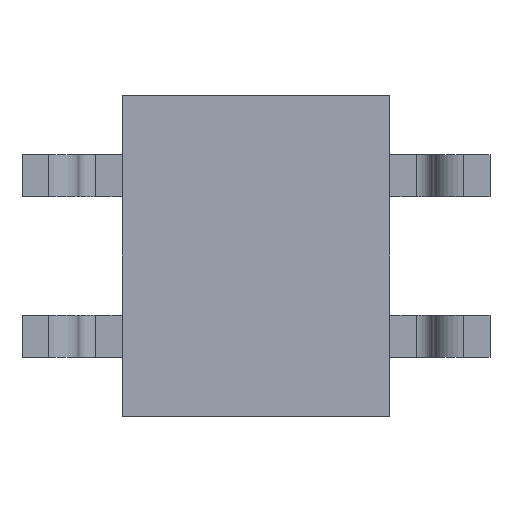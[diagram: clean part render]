
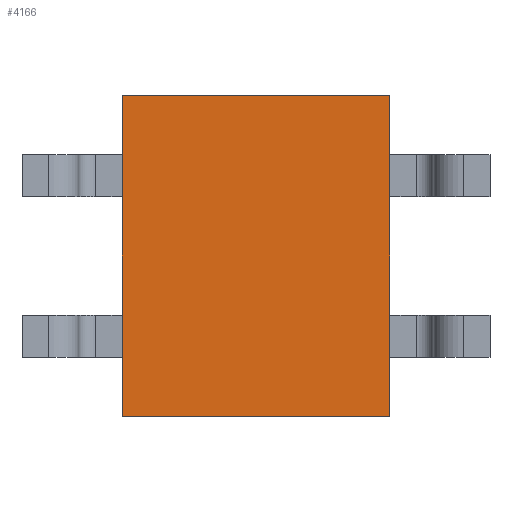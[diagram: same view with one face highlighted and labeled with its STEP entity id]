
A CAD part, front view. The second image highlights one B-rep face of the part: STEP entity #4166.
In plain terms, the highlighted planar face has unit normal (0, -1, 0).
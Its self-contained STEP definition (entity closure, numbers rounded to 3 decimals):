
#82 = EDGE_LOOP ( 'NONE', ( #1864, #1863, #1862, #1857 ) ) ;
#259 = CARTESIAN_POINT ( 'NONE',  ( -2., 0.001, 2.4 ) ) ;
#260 = DIRECTION ( 'NONE',  ( -1., 0., 0. ) ) ;
#365 = CARTESIAN_POINT ( 'NONE',  ( 2., 0.001, -2.4 ) ) ;
#366 = DIRECTION ( 'NONE',  ( 0., 0., 1. ) ) ;
#1122 = AXIS2_PLACEMENT_3D ( 'NONE', #3191, #3197, #3198 ) ;
#1857 = ORIENTED_EDGE ( 'NONE', *, *, #4280, .T. ) ;
#1862 = ORIENTED_EDGE ( 'NONE', *, *, #4372, .F. ) ;
#1863 = ORIENTED_EDGE ( 'NONE', *, *, #4358, .F. ) ;
#1864 = ORIENTED_EDGE ( 'NONE', *, *, #4250, .T. ) ;
#2020 = LINE ( 'NONE', #2185, #2021 ) ;
#2021 = VECTOR ( 'NONE', #2186, 1000. ) ;
#2045 = LINE ( 'NONE', #2227, #2046 ) ;
#2046 = VECTOR ( 'NONE', #2228, 1000. ) ;
#2185 = CARTESIAN_POINT ( 'NONE',  ( -2., 0.001, -2.4 ) ) ;
#2186 = DIRECTION ( 'NONE',  ( 0., 0., 1. ) ) ;
#2227 = CARTESIAN_POINT ( 'NONE',  ( -2., 0.001, -2.4 ) ) ;
#2228 = DIRECTION ( 'NONE',  ( -1., 0., 0. ) ) ;
#2651 = LINE ( 'NONE', #259, #2652 ) ;
#2652 = VECTOR ( 'NONE', #260, 1000. ) ;
#2697 = LINE ( 'NONE', #365, #2698 ) ;
#2698 = VECTOR ( 'NONE', #366, 1000. ) ;
#2762 = CARTESIAN_POINT ( 'NONE',  ( 2., 0.001, 2.4 ) ) ;
#2766 = CARTESIAN_POINT ( 'NONE',  ( 2., 0.001, -2.4 ) ) ;
#2847 = CARTESIAN_POINT ( 'NONE',  ( -2., 0.001, 2.4 ) ) ;
#2851 = CARTESIAN_POINT ( 'NONE',  ( -2., 0.001, -2.4 ) ) ;
#3188 = PLANE ( 'NONE',  #1122 ) ;
#3191 = CARTESIAN_POINT ( 'NONE',  ( -2., 0.001, -2.4 ) ) ;
#3197 = DIRECTION ( 'NONE',  ( 0., 1., 0. ) ) ;
#3198 = DIRECTION ( 'NONE',  ( 0., 0., 1. ) ) ;
#3604 = VERTEX_POINT ( 'NONE', #2762 ) ;
#3608 = VERTEX_POINT ( 'NONE', #2766 ) ;
#4000 = VERTEX_POINT ( 'NONE', #2847 ) ;
#4004 = VERTEX_POINT ( 'NONE', #2851 ) ;
#4053 = FACE_OUTER_BOUND ( 'NONE', #82, .T. ) ;
#4166 = ADVANCED_FACE ( 'NONE', ( #4053 ), #3188, .F. ) ;
#4250 = EDGE_CURVE ( 'NONE', #3604, #4000, #2651, .T. ) ;
#4280 = EDGE_CURVE ( 'NONE', #3608, #3604, #2697, .T. ) ;
#4358 = EDGE_CURVE ( 'NONE', #4004, #4000, #2020, .T. ) ;
#4372 = EDGE_CURVE ( 'NONE', #3608, #4004, #2045, .T. ) ;
